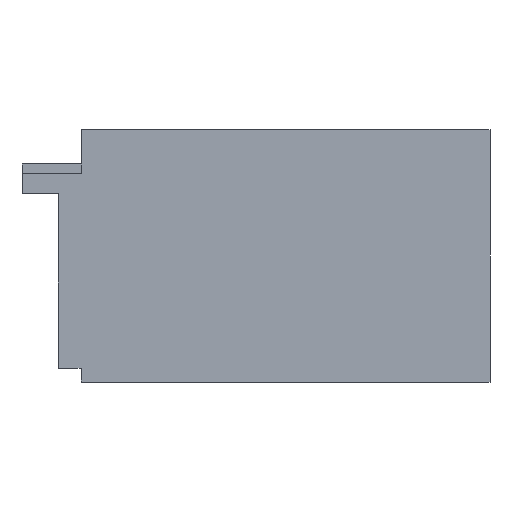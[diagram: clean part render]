
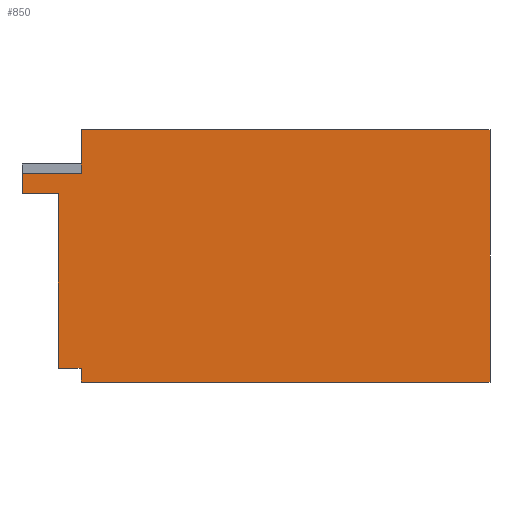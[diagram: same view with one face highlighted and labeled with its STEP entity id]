
A CAD part, left-side view. The second image highlights one B-rep face of the part: STEP entity #850.
In plain terms, the highlighted planar face has unit normal (-1, 0, 0).
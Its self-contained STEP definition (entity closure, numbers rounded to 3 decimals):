
#797=AXIS2_PLACEMENT_3D('Plane Axis2P3D',#794,#795,#796) ;
#593=CARTESIAN_POINT('Vertex',(-16.4,-19.,78.5)) ;
#600=CARTESIAN_POINT('Vertex',(-16.4,-19.,76.5)) ;
#603=CARTESIAN_POINT('Line Origine',(-16.4,-19.,77.5)) ;
#619=CARTESIAN_POINT('Vertex',(-16.4,-6.,76.5)) ;
#622=CARTESIAN_POINT('Line Origine',(-16.4,-12.5,76.5)) ;
#634=CARTESIAN_POINT('Line Origine',(-16.4,-64.,30.5)) ;
#638=CARTESIAN_POINT('Vertex',(-16.4,-109.,30.5)) ;
#640=CARTESIAN_POINT('Vertex',(-16.4,-19.,30.5)) ;
#669=CARTESIAN_POINT('Line Origine',(-16.4,-109.,58.25)) ;
#673=CARTESIAN_POINT('Vertex',(-16.4,-109.,86.)) ;
#775=CARTESIAN_POINT('Line Origine',(-16.4,-19.,32.)) ;
#779=CARTESIAN_POINT('Vertex',(-16.4,-19.,33.5)) ;
#794=CARTESIAN_POINT('Axis2P3D Location',(-16.4,0.,0.)) ;
#799=CARTESIAN_POINT('Line Origine',(-16.4,-6.,74.25)) ;
#803=CARTESIAN_POINT('Vertex',(-16.4,-6.,72.)) ;
#806=CARTESIAN_POINT('Line Origine',(-16.4,-10.,72.)) ;
#810=CARTESIAN_POINT('Vertex',(-16.4,-14.,72.)) ;
#813=CARTESIAN_POINT('Line Origine',(-16.4,-14.,52.75)) ;
#817=CARTESIAN_POINT('Vertex',(-16.4,-14.,33.5)) ;
#820=CARTESIAN_POINT('Line Origine',(-16.4,-16.5,33.5)) ;
#825=CARTESIAN_POINT('Line Origine',(-16.4,-64.,86.)) ;
#829=CARTESIAN_POINT('Vertex',(-16.4,-19.,86.)) ;
#832=CARTESIAN_POINT('Line Origine',(-16.4,-19.,82.25)) ;
#604=DIRECTION('Vector Direction',(0.,0.,1.)) ;
#623=DIRECTION('Vector Direction',(0.,-1.,0.)) ;
#635=DIRECTION('Vector Direction',(0.,1.,0.)) ;
#670=DIRECTION('Vector Direction',(0.,0.,-1.)) ;
#776=DIRECTION('Vector Direction',(0.,0.,1.)) ;
#795=DIRECTION('Axis2P3D Direction',(1.,0.,0.)) ;
#796=DIRECTION('Axis2P3D XDirection',(0.,1.,0.)) ;
#800=DIRECTION('Vector Direction',(0.,0.,1.)) ;
#807=DIRECTION('Vector Direction',(0.,1.,0.)) ;
#814=DIRECTION('Vector Direction',(0.,0.,1.)) ;
#821=DIRECTION('Vector Direction',(0.,1.,0.)) ;
#826=DIRECTION('Vector Direction',(0.,-1.,0.)) ;
#833=DIRECTION('Vector Direction',(0.,0.,1.)) ;
#605=VECTOR('Line Direction',#604,1.) ;
#624=VECTOR('Line Direction',#623,1.) ;
#636=VECTOR('Line Direction',#635,1.) ;
#671=VECTOR('Line Direction',#670,1.) ;
#777=VECTOR('Line Direction',#776,1.) ;
#801=VECTOR('Line Direction',#800,1.) ;
#808=VECTOR('Line Direction',#807,1.) ;
#815=VECTOR('Line Direction',#814,1.) ;
#822=VECTOR('Line Direction',#821,1.) ;
#827=VECTOR('Line Direction',#826,1.) ;
#834=VECTOR('Line Direction',#833,1.) ;
#838=ORIENTED_EDGE('',*,*,#607,.F.) ;
#839=ORIENTED_EDGE('',*,*,#626,.F.) ;
#840=ORIENTED_EDGE('',*,*,#805,.F.) ;
#841=ORIENTED_EDGE('',*,*,#812,.F.) ;
#842=ORIENTED_EDGE('',*,*,#819,.F.) ;
#843=ORIENTED_EDGE('',*,*,#824,.F.) ;
#844=ORIENTED_EDGE('',*,*,#781,.F.) ;
#845=ORIENTED_EDGE('',*,*,#642,.F.) ;
#846=ORIENTED_EDGE('',*,*,#675,.F.) ;
#847=ORIENTED_EDGE('',*,*,#831,.F.) ;
#848=ORIENTED_EDGE('',*,*,#836,.F.) ;
#850=ADVANCED_FACE('Barriere isolanti PSR 90mm superiori',(#849),#798,.F.) ;
#607=EDGE_CURVE('',#601,#594,#606,.T.) ;
#626=EDGE_CURVE('',#620,#601,#625,.T.) ;
#642=EDGE_CURVE('',#639,#641,#637,.T.) ;
#675=EDGE_CURVE('',#674,#639,#672,.T.) ;
#781=EDGE_CURVE('',#641,#780,#778,.T.) ;
#805=EDGE_CURVE('',#804,#620,#802,.T.) ;
#812=EDGE_CURVE('',#811,#804,#809,.T.) ;
#819=EDGE_CURVE('',#818,#811,#816,.T.) ;
#824=EDGE_CURVE('',#780,#818,#823,.T.) ;
#831=EDGE_CURVE('',#830,#674,#828,.T.) ;
#836=EDGE_CURVE('',#594,#830,#835,.T.) ;
#837=EDGE_LOOP('',(#838,#839,#840,#841,#842,#843,#844,#845,#846,#847,#848)) ;
#849=FACE_OUTER_BOUND('',#837,.T.) ;
#606=LINE('Line',#603,#605) ;
#625=LINE('Line',#622,#624) ;
#637=LINE('Line',#634,#636) ;
#672=LINE('Line',#669,#671) ;
#778=LINE('Line',#775,#777) ;
#802=LINE('Line',#799,#801) ;
#809=LINE('Line',#806,#808) ;
#816=LINE('Line',#813,#815) ;
#823=LINE('Line',#820,#822) ;
#828=LINE('Line',#825,#827) ;
#835=LINE('Line',#832,#834) ;
#798=PLANE('',#797) ;
#594=VERTEX_POINT('',#593) ;
#601=VERTEX_POINT('',#600) ;
#620=VERTEX_POINT('',#619) ;
#639=VERTEX_POINT('',#638) ;
#641=VERTEX_POINT('',#640) ;
#674=VERTEX_POINT('',#673) ;
#780=VERTEX_POINT('',#779) ;
#804=VERTEX_POINT('',#803) ;
#811=VERTEX_POINT('',#810) ;
#818=VERTEX_POINT('',#817) ;
#830=VERTEX_POINT('',#829) ;
